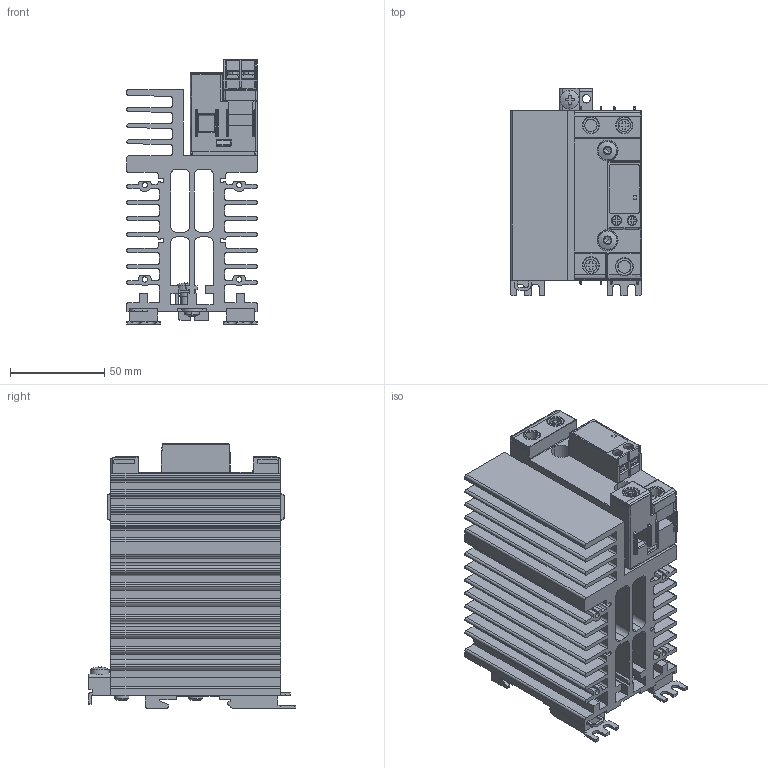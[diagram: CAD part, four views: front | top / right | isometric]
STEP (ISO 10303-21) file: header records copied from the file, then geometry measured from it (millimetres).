
FILE_DESCRIPTION((''),'2;1');
FILE_NAME('CGI0769-03.stp','2012-08-17T08:34:06',(''),(''),'Mechanical Desktop 2009','Mechanical Desktop 2009',', , ');
FILE_SCHEMA(('CONFIG_CONTROL_DESIGN'));
Length unit declared in the file: millimetre
Products named in the file (2): Product; CGI0769-03
Assembly tree (1 placements, depth 2):
  Product
    CGI0769-03
Bounding box: 69.1 x 110 x 140.28 mm (x, y, z)
Volume: 404385.9 mm3; surface area: 167875.1 mm2
Topology: 11 solids, 11 shells, 1678 faces, 4498 edges, 2857 vertices
Faces by surface type: bspline 645, plane 598, cylinder 375, cone 29, torus 21, sphere 10
Entity records: 57913 total; most frequent: CARTESIAN_POINT 17254, ORIENTED_EDGE 8952, DIRECTION 7739, EDGE_CURVE 4476, VECTOR 3033, LINE 3033, VERTEX_POINT 2861, AXIS2_PLACEMENT_3D 2353
